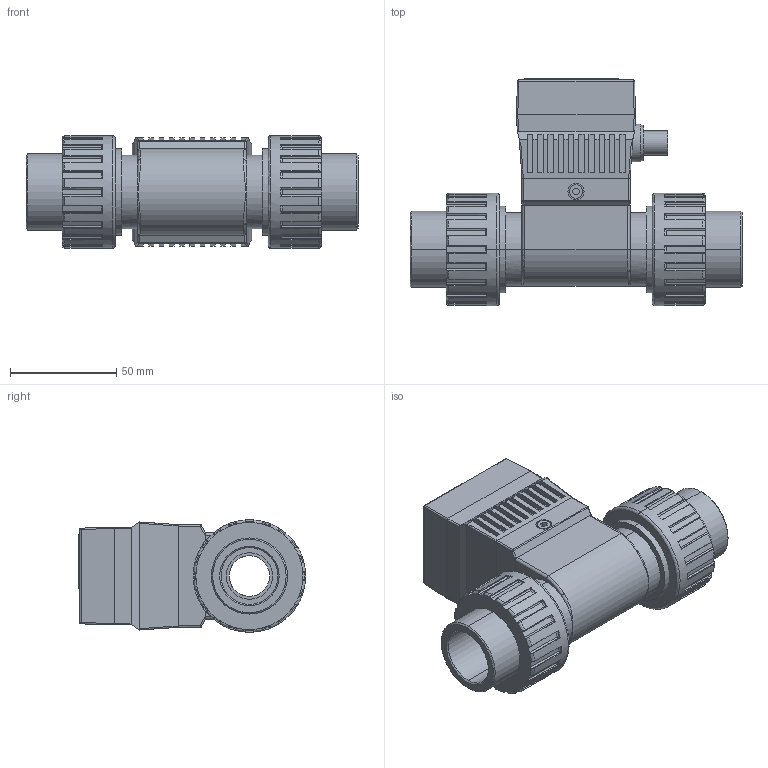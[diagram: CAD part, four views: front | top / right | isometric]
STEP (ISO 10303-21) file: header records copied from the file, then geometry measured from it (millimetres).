
FILE_DESCRIPTION (( 'STEP AP214' ), '1' );
FILE_NAME ('TKM-20-P.STEP', '2025-01-14T17:08:12', ( '' ), ( '' ), 'SwSTEP 2.0', 'SolidWorks 2021', '' );
FILE_SCHEMA (( 'AUTOMOTIVE_DESIGN' ));
Length unit declared in the file: inch
Products named in the file (1): TKM-20-P
Bounding box: 156.08 x 106.81 x 52.83 mm (x, y, z)
Volume: 323393.1 mm3; surface area: 80950.1 mm2
Topology: 9 solids, 9 shells, 711 faces, 1828 edges, 1144 vertices
Faces by surface type: plane 356, cylinder 247, bspline 96, cone 12
Entity records: 25162 total; most frequent: CARTESIAN_POINT 9072, ORIENTED_EDGE 3624, DIRECTION 2924, EDGE_CURVE 1812, VERTEX_POINT 1144, AXIS2_PLACEMENT_3D 976, VECTOR 972, LINE 972
